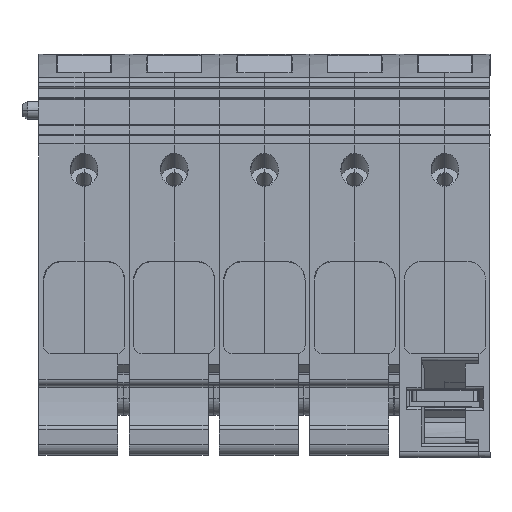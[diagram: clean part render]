
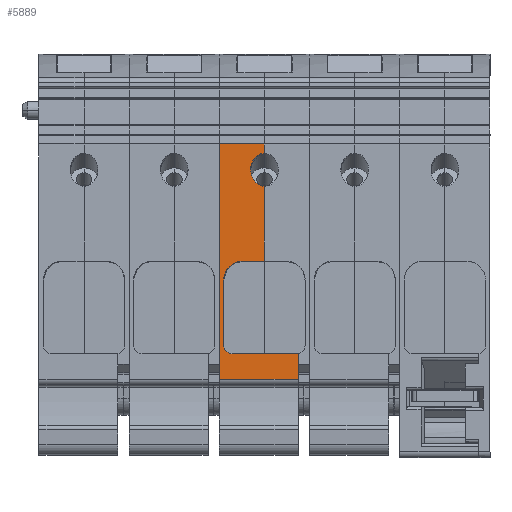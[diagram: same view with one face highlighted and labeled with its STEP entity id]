
A CAD part, front view. The second image highlights one B-rep face of the part: STEP entity #5889.
In plain terms, the highlighted planar face has unit normal (0, -1, 0).
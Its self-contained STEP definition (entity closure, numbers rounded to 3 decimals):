
#5776=AXIS2_PLACEMENT_3D('Plane Axis2P3D',#5773,#5774,#5775) ;
#5841=AXIS2_PLACEMENT_3D('Circle Axis2P3D',#5839,#5840,$) ;
#1270=CARTESIAN_POINT('Vertex',(43.,3.48,55.615)) ;
#1273=CARTESIAN_POINT('Line Origine',(43.,3.48,54.786)) ;
#1277=CARTESIAN_POINT('Vertex',(43.,3.48,53.956)) ;
#1333=CARTESIAN_POINT('Vertex',(43.,3.48,48.113)) ;
#1336=CARTESIAN_POINT('Line Origine',(43.,3.48,41.465)) ;
#1340=CARTESIAN_POINT('Vertex',(43.,3.48,34.818)) ;
#5753=CARTESIAN_POINT('Line Origine',(35.025,3.48,55.615)) ;
#5757=CARTESIAN_POINT('Vertex',(35.,3.48,55.615)) ;
#5773=CARTESIAN_POINT('Axis2P3D Location',(35.,3.48,13.9)) ;
#5779=CARTESIAN_POINT('Control Point',(43.,3.48,48.113)) ;
#5780=CARTESIAN_POINT('Control Point',(42.787,3.48,48.113)) ;
#5781=CARTESIAN_POINT('Control Point',(42.574,3.48,48.141)) ;
#5782=CARTESIAN_POINT('Control Point',(42.366,3.48,48.196)) ;
#5783=CARTESIAN_POINT('Control Point',(41.952,3.48,48.363)) ;
#5784=CARTESIAN_POINT('Control Point',(41.59,3.48,48.624)) ;
#5785=CARTESIAN_POINT('Control Point',(41.419,3.48,48.782)) ;
#5786=CARTESIAN_POINT('Control Point',(41.037,3.48,49.218)) ;
#5787=CARTESIAN_POINT('Control Point',(40.773,3.48,49.739)) ;
#5788=CARTESIAN_POINT('Control Point',(40.659,3.48,50.071)) ;
#5789=CARTESIAN_POINT('Control Point',(40.577,3.48,50.468)) ;
#5790=CARTESIAN_POINT('Control Point',(40.553,3.48,50.869)) ;
#5791=CARTESIAN_POINT('Control Point',(40.551,3.48,50.924)) ;
#5792=CARTESIAN_POINT('Control Point',(40.55,3.48,50.979)) ;
#5793=CARTESIAN_POINT('Control Point',(40.55,3.48,51.035)) ;
#5794=CARTESIAN_POINT('Vertex',(40.55,3.48,51.035)) ;
#5798=CARTESIAN_POINT('Control Point',(40.55,3.48,51.035)) ;
#5799=CARTESIAN_POINT('Control Point',(40.55,3.48,51.387)) ;
#5800=CARTESIAN_POINT('Control Point',(40.594,3.48,51.739)) ;
#5801=CARTESIAN_POINT('Control Point',(40.684,3.48,52.084)) ;
#5802=CARTESIAN_POINT('Control Point',(40.935,3.48,52.702)) ;
#5803=CARTESIAN_POINT('Control Point',(41.345,3.48,53.227)) ;
#5804=CARTESIAN_POINT('Control Point',(41.57,3.48,53.445)) ;
#5805=CARTESIAN_POINT('Control Point',(41.981,3.48,53.731)) ;
#5806=CARTESIAN_POINT('Control Point',(42.449,3.48,53.893)) ;
#5807=CARTESIAN_POINT('Control Point',(42.63,3.48,53.935)) ;
#5808=CARTESIAN_POINT('Control Point',(42.815,3.48,53.956)) ;
#5809=CARTESIAN_POINT('Control Point',(43.,3.48,53.956)) ;
#5811=CARTESIAN_POINT('Line Origine',(35.,3.48,34.758)) ;
#5815=CARTESIAN_POINT('Vertex',(35.,3.48,13.9)) ;
#5818=CARTESIAN_POINT('Line Origine',(42.,3.48,13.9)) ;
#5822=CARTESIAN_POINT('Vertex',(49.,3.48,13.9)) ;
#5825=CARTESIAN_POINT('Line Origine',(49.,3.48,16.15)) ;
#5829=CARTESIAN_POINT('Vertex',(49.,3.48,18.4)) ;
#5832=CARTESIAN_POINT('Line Origine',(43.144,3.48,18.4)) ;
#5836=CARTESIAN_POINT('Vertex',(37.288,3.48,18.4)) ;
#5839=CARTESIAN_POINT('Axis2P3D Location',(37.292,3.48,19.904)) ;
#5843=CARTESIAN_POINT('Vertex',(35.788,3.48,19.9)) ;
#5846=CARTESIAN_POINT('Line Origine',(35.788,3.48,25.69)) ;
#5850=CARTESIAN_POINT('Vertex',(35.788,3.48,31.48)) ;
#5854=CARTESIAN_POINT('Control Point',(39.085,3.48,34.818)) ;
#5855=CARTESIAN_POINT('Control Point',(38.733,3.48,34.816)) ;
#5856=CARTESIAN_POINT('Control Point',(38.382,3.48,34.765)) ;
#5857=CARTESIAN_POINT('Control Point',(38.039,3.48,34.665)) ;
#5858=CARTESIAN_POINT('Control Point',(37.381,3.48,34.373)) ;
#5859=CARTESIAN_POINT('Control Point',(36.821,3.48,33.921)) ;
#5860=CARTESIAN_POINT('Control Point',(36.57,3.48,33.656)) ;
#5861=CARTESIAN_POINT('Control Point',(36.163,3.48,33.094)) ;
#5862=CARTESIAN_POINT('Control Point',(35.911,3.48,32.45)) ;
#5863=CARTESIAN_POINT('Control Point',(35.829,3.48,32.132)) ;
#5864=CARTESIAN_POINT('Control Point',(35.788,3.48,31.806)) ;
#5865=CARTESIAN_POINT('Control Point',(35.788,3.48,31.48)) ;
#5866=CARTESIAN_POINT('Vertex',(39.085,3.48,34.818)) ;
#5869=CARTESIAN_POINT('Line Origine',(41.043,3.48,34.818)) ;
#1274=DIRECTION('Vector Direction',(0.,0.,-1.)) ;
#1337=DIRECTION('Vector Direction',(0.,0.,1.)) ;
#5754=DIRECTION('Vector Direction',(-1.,0.,0.)) ;
#5774=DIRECTION('Axis2P3D Direction',(0.,1.,0.)) ;
#5775=DIRECTION('Axis2P3D XDirection',(0.,0.,1.)) ;
#5812=DIRECTION('Vector Direction',(0.,0.,1.)) ;
#5819=DIRECTION('Vector Direction',(1.,0.,0.)) ;
#5826=DIRECTION('Vector Direction',(0.,0.,1.)) ;
#5833=DIRECTION('Vector Direction',(1.,0.,0.)) ;
#5840=DIRECTION('Axis2P3D Direction',(0.,1.,0.)) ;
#5847=DIRECTION('Vector Direction',(0.,0.,-1.)) ;
#5870=DIRECTION('Vector Direction',(-1.,0.,0.)) ;
#1275=VECTOR('Line Direction',#1274,1.) ;
#1338=VECTOR('Line Direction',#1337,1.) ;
#5755=VECTOR('Line Direction',#5754,1.) ;
#5813=VECTOR('Line Direction',#5812,1.) ;
#5820=VECTOR('Line Direction',#5819,1.) ;
#5827=VECTOR('Line Direction',#5826,1.) ;
#5834=VECTOR('Line Direction',#5833,1.) ;
#5848=VECTOR('Line Direction',#5847,1.) ;
#5871=VECTOR('Line Direction',#5870,1.) ;
#5875=ORIENTED_EDGE('',*,*,#1342,.T.) ;
#5876=ORIENTED_EDGE('',*,*,#5796,.T.) ;
#5877=ORIENTED_EDGE('',*,*,#5810,.T.) ;
#5878=ORIENTED_EDGE('',*,*,#1279,.F.) ;
#5879=ORIENTED_EDGE('',*,*,#5759,.F.) ;
#5880=ORIENTED_EDGE('',*,*,#5817,.F.) ;
#5881=ORIENTED_EDGE('',*,*,#5824,.T.) ;
#5882=ORIENTED_EDGE('',*,*,#5831,.F.) ;
#5883=ORIENTED_EDGE('',*,*,#5838,.T.) ;
#5884=ORIENTED_EDGE('',*,*,#5845,.T.) ;
#5885=ORIENTED_EDGE('',*,*,#5852,.T.) ;
#5886=ORIENTED_EDGE('',*,*,#5868,.T.) ;
#5887=ORIENTED_EDGE('',*,*,#5873,.T.) ;
#5889=ADVANCED_FACE('MLD L 1',(#5888),#5777,.F.) ;
#5778=B_SPLINE_CURVE_WITH_KNOTS('',5,(#5779,#5780,#5781,#5782,#5783,#5784,#5785,#5786,#5787,#5788,#5789,#5790,#5791,#5792,#5793),.UNSPECIFIED.,.F.,.U.,(6,3,3,3,6),(0.,1.509,3.142,5.601,5.992),.UNSPECIFIED.) ;
#5797=B_SPLINE_CURVE_WITH_KNOTS('',5,(#5798,#5799,#5800,#5801,#5802,#5803,#5804,#5805,#5806,#5807,#5808,#5809),.UNSPECIFIED.,.F.,.U.,(6,3,3,6),(0.,2.498,4.684,5.995),.UNSPECIFIED.) ;
#5853=B_SPLINE_CURVE_WITH_KNOTS('',5,(#5854,#5855,#5856,#5857,#5858,#5859,#5860,#5861,#5862,#5863,#5864,#5865),.UNSPECIFIED.,.F.,.U.,(6,3,3,6),(0.,2.494,5.055,7.372),.UNSPECIFIED.) ;
#5842=CIRCLE('generated circle',#5841,1.504) ;
#1279=EDGE_CURVE('',#1271,#1278,#1276,.T.) ;
#1342=EDGE_CURVE('',#1341,#1334,#1339,.T.) ;
#5759=EDGE_CURVE('',#5758,#1271,#5756,.F.) ;
#5796=EDGE_CURVE('',#1334,#5795,#5778,.T.) ;
#5810=EDGE_CURVE('',#5795,#1278,#5797,.T.) ;
#5817=EDGE_CURVE('',#5816,#5758,#5814,.T.) ;
#5824=EDGE_CURVE('',#5816,#5823,#5821,.T.) ;
#5831=EDGE_CURVE('',#5830,#5823,#5828,.F.) ;
#5838=EDGE_CURVE('',#5830,#5837,#5835,.F.) ;
#5845=EDGE_CURVE('',#5837,#5844,#5842,.T.) ;
#5852=EDGE_CURVE('',#5844,#5851,#5849,.F.) ;
#5868=EDGE_CURVE('',#5851,#5867,#5853,.F.) ;
#5873=EDGE_CURVE('',#5867,#1341,#5872,.F.) ;
#5874=EDGE_LOOP('',(#5875,#5876,#5877,#5878,#5879,#5880,#5881,#5882,#5883,#5884,#5885,#5886,#5887)) ;
#5888=FACE_OUTER_BOUND('',#5874,.T.) ;
#1276=LINE('Line',#1273,#1275) ;
#1339=LINE('Line',#1336,#1338) ;
#5756=LINE('Line',#5753,#5755) ;
#5814=LINE('Line',#5811,#5813) ;
#5821=LINE('Line',#5818,#5820) ;
#5828=LINE('Line',#5825,#5827) ;
#5835=LINE('Line',#5832,#5834) ;
#5849=LINE('Line',#5846,#5848) ;
#5872=LINE('Line',#5869,#5871) ;
#5777=PLANE('',#5776) ;
#1271=VERTEX_POINT('',#1270) ;
#1278=VERTEX_POINT('',#1277) ;
#1334=VERTEX_POINT('',#1333) ;
#1341=VERTEX_POINT('',#1340) ;
#5758=VERTEX_POINT('',#5757) ;
#5795=VERTEX_POINT('',#5794) ;
#5816=VERTEX_POINT('',#5815) ;
#5823=VERTEX_POINT('',#5822) ;
#5830=VERTEX_POINT('',#5829) ;
#5837=VERTEX_POINT('',#5836) ;
#5844=VERTEX_POINT('',#5843) ;
#5851=VERTEX_POINT('',#5850) ;
#5867=VERTEX_POINT('',#5866) ;
